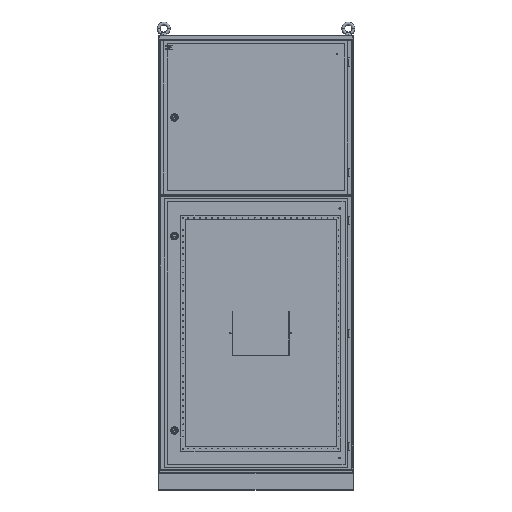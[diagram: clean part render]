
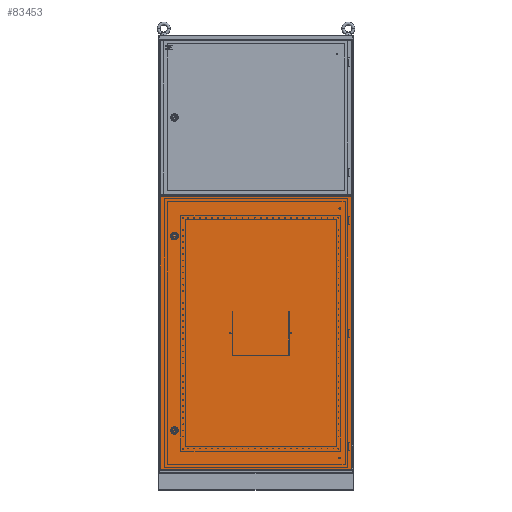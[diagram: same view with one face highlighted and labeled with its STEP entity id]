
A CAD part, top view. The second image highlights one B-rep face of the part: STEP entity #83453.
In plain terms, the highlighted planar face has unit normal (0, 0, 1).
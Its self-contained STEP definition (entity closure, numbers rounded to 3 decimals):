
#300 = VERTEX_POINT ( 'NONE', #11645 ) ;
#474 = ORIENTED_EDGE ( 'NONE', *, *, #52839, .F. ) ;
#974 = AXIS2_PLACEMENT_3D ( 'NONE', #44453, #99972, #52444 ) ;
#1688 = ORIENTED_EDGE ( 'NONE', *, *, #68626, .T. ) ;
#1838 = DIRECTION ( 'NONE',  ( 0., 0., 1. ) ) ;
#4021 = LINE ( 'NONE', #4330, #46308 ) ;
#4330 = CARTESIAN_POINT ( 'NONE',  ( 790.5, 563.5, 0. ) ) ;
#5564 = ORIENTED_EDGE ( 'NONE', *, *, #20735, .F. ) ;
#6278 = CIRCLE ( 'NONE', #78676, 1.5 ) ;
#8095 = CIRCLE ( 'NONE', #80508, 1.5 ) ;
#8233 = VECTOR ( 'NONE', #24171, 1000. ) ;
#8315 = VERTEX_POINT ( 'NONE', #40292 ) ;
#11645 = CARTESIAN_POINT ( 'NONE',  ( 790.5, -563.5, 0. ) ) ;
#13671 = CARTESIAN_POINT ( 'NONE',  ( 61.5, 400., 0. ) ) ;
#16076 = DIRECTION ( 'NONE',  ( -1., 0., 0. ) ) ;
#16459 = VERTEX_POINT ( 'NONE', #13671 ) ;
#16946 = CARTESIAN_POINT ( 'NONE',  ( 0., -563.5, 0. ) ) ;
#20735 = EDGE_CURVE ( 'NONE', #16459, #63877, #8095, .T. ) ;
#22291 = EDGE_LOOP ( 'NONE', ( #63237, #1688, #45914, #82409 ) ) ;
#24171 = DIRECTION ( 'NONE',  ( 0., -1., 0. ) ) ;
#30358 = EDGE_CURVE ( 'NONE', #300, #57577, #4021, .T. ) ;
#31357 = CARTESIAN_POINT ( 'NONE',  ( 58.5, -400., 0. ) ) ;
#32917 = DIRECTION ( 'NONE',  ( 1., 0., 0. ) ) ;
#35229 = CARTESIAN_POINT ( 'NONE',  ( 61.5, -400., 0. ) ) ;
#36885 = CARTESIAN_POINT ( 'NONE',  ( 0., 0., 0. ) ) ;
#38185 = EDGE_CURVE ( 'NONE', #101355, #76271, #6278, .T. ) ;
#39631 = LINE ( 'NONE', #16946, #100474 ) ;
#40292 = CARTESIAN_POINT ( 'NONE',  ( 0., -563.5, 0. ) ) ;
#44023 = CARTESIAN_POINT ( 'NONE',  ( 60., 400., 0. ) ) ;
#44221 = CARTESIAN_POINT ( 'NONE',  ( 60., -400., 0. ) ) ;
#44453 = CARTESIAN_POINT ( 'NONE',  ( 60., -400., 0. ) ) ;
#44874 = PLANE ( 'NONE',  #74650 ) ;
#45914 = ORIENTED_EDGE ( 'NONE', *, *, #30358, .T. ) ;
#46308 = VECTOR ( 'NONE', #50178, 1000. ) ;
#47027 = VECTOR ( 'NONE', #16076, 1000. ) ;
#49432 = CARTESIAN_POINT ( 'NONE',  ( 60., 400., 0. ) ) ;
#50036 = CIRCLE ( 'NONE', #57887, 1.5 ) ;
#50178 = DIRECTION ( 'NONE',  ( 0., 1., 0. ) ) ;
#52026 = DIRECTION ( 'NONE',  ( 1., 0., 0. ) ) ;
#52231 = DIRECTION ( 'NONE',  ( -1., 0., 0. ) ) ;
#52444 = DIRECTION ( 'NONE',  ( -1., 0., 0. ) ) ;
#52536 = DIRECTION ( 'NONE',  ( 0., 0., 1. ) ) ;
#52839 = EDGE_CURVE ( 'NONE', #63877, #16459, #50036, .T. ) ;
#52860 = DIRECTION ( 'NONE',  ( 1., 0., 0. ) ) ;
#56045 = FACE_BOUND ( 'NONE', #90362, .T. ) ;
#57433 = DIRECTION ( 'NONE',  ( 1., 0., 0. ) ) ;
#57577 = VERTEX_POINT ( 'NONE', #78122 ) ;
#57887 = AXIS2_PLACEMENT_3D ( 'NONE', #49432, #1838, #57433 ) ;
#58560 = FACE_OUTER_BOUND ( 'NONE', #22291, .T. ) ;
#60009 = EDGE_CURVE ( 'NONE', #76271, #101355, #87272, .T. ) ;
#60990 = CARTESIAN_POINT ( 'NONE',  ( 58.5, 400., 0. ) ) ;
#62842 = VERTEX_POINT ( 'NONE', #100212 ) ;
#63237 = ORIENTED_EDGE ( 'NONE', *, *, #67317, .T. ) ;
#63689 = CARTESIAN_POINT ( 'NONE',  ( 0., 563.5, 0. ) ) ;
#63877 = VERTEX_POINT ( 'NONE', #60990 ) ;
#66714 = LINE ( 'NONE', #71709, #8233 ) ;
#67317 = EDGE_CURVE ( 'NONE', #62842, #8315, #66714, .T. ) ;
#68626 = EDGE_CURVE ( 'NONE', #8315, #300, #39631, .T. ) ;
#71709 = CARTESIAN_POINT ( 'NONE',  ( 0., 563.5, 0. ) ) ;
#73165 = EDGE_LOOP ( 'NONE', ( #5564, #474 ) ) ;
#74650 = AXIS2_PLACEMENT_3D ( 'NONE', #36885, #52536, #52860 ) ;
#76271 = VERTEX_POINT ( 'NONE', #31357 ) ;
#77184 = FACE_BOUND ( 'NONE', #73165, .T. ) ;
#78122 = CARTESIAN_POINT ( 'NONE',  ( 790.5, 563.5, 0. ) ) ;
#78676 = AXIS2_PLACEMENT_3D ( 'NONE', #44221, #99742, #52231 ) ;
#80508 = AXIS2_PLACEMENT_3D ( 'NONE', #44023, #99553, #52026 ) ;
#82409 = ORIENTED_EDGE ( 'NONE', *, *, #89179, .T. ) ;
#83453 = ADVANCED_FACE ( 'NONE', ( #56045, #77184, #58560 ), #44874, .T. ) ;
#84304 = LINE ( 'NONE', #63689, #47027 ) ;
#85112 = ORIENTED_EDGE ( 'NONE', *, *, #60009, .F. ) ;
#87272 = CIRCLE ( 'NONE', #974, 1.5 ) ;
#89179 = EDGE_CURVE ( 'NONE', #57577, #62842, #84304, .T. ) ;
#90362 = EDGE_LOOP ( 'NONE', ( #94682, #85112 ) ) ;
#94682 = ORIENTED_EDGE ( 'NONE', *, *, #38185, .F. ) ;
#99553 = DIRECTION ( 'NONE',  ( 0., 0., 1. ) ) ;
#99742 = DIRECTION ( 'NONE',  ( 0., 0., 1. ) ) ;
#99972 = DIRECTION ( 'NONE',  ( 0., 0., 1. ) ) ;
#100212 = CARTESIAN_POINT ( 'NONE',  ( 0., 563.5, 0. ) ) ;
#100474 = VECTOR ( 'NONE', #32917, 1000. ) ;
#101355 = VERTEX_POINT ( 'NONE', #35229 ) ;
